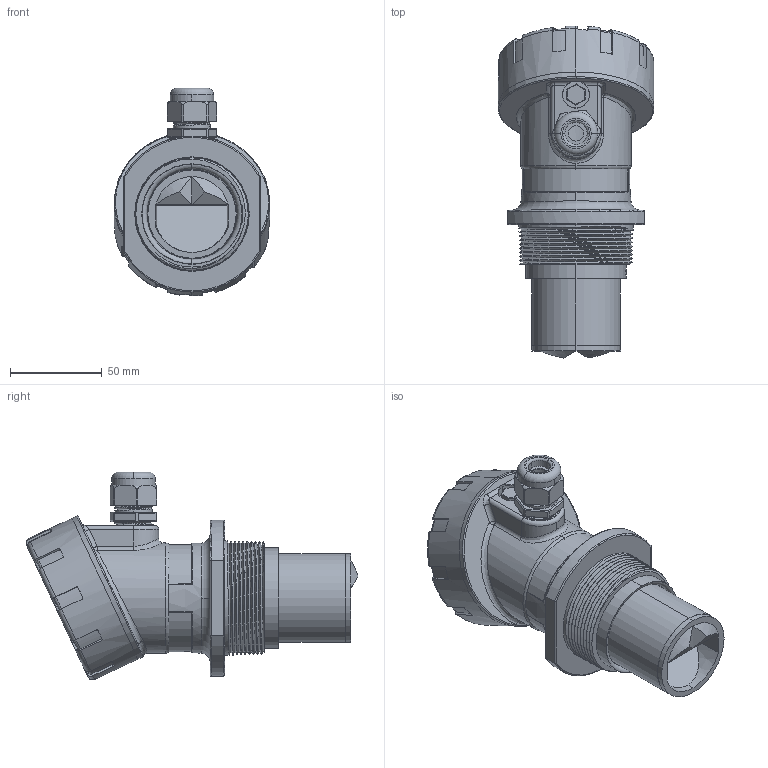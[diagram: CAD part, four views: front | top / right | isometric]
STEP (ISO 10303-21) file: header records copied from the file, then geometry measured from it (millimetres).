
FILE_DESCRIPTION (( 'STEP AP214' ), '1' );
FILE_NAME ('UG06-0001-00 b2b.STEP', '2019-07-15T14:05:02', ( '' ), ( '' ), 'SwSTEP 2.0', 'SolidWorks 2017', '' );
FILE_SCHEMA (( 'AUTOMOTIVE_DESIGN' ));
Length unit declared in the file: inch
Products named in the file (1): UG06-0001-00 b2b
Bounding box: 84.58 x 180.53 x 112.98 mm (x, y, z)
Volume: 225197.6 mm3; surface area: 147742.2 mm2
Topology: 9 solids, 9 shells, 1173 faces, 3133 edges, 2039 vertices
Faces by surface type: plane 602, cylinder 317, cone 121, bspline 69, torus 62, sphere 2
Entity records: 73363 total; most frequent: CARTESIAN_POINT 39672, ORIENTED_EDGE 6250, DIRECTION 5350, EDGE_CURVE 3125, VERTEX_POINT 2039, AXIS2_PLACEMENT_3D 1787, LINE 1776, VECTOR 1776
